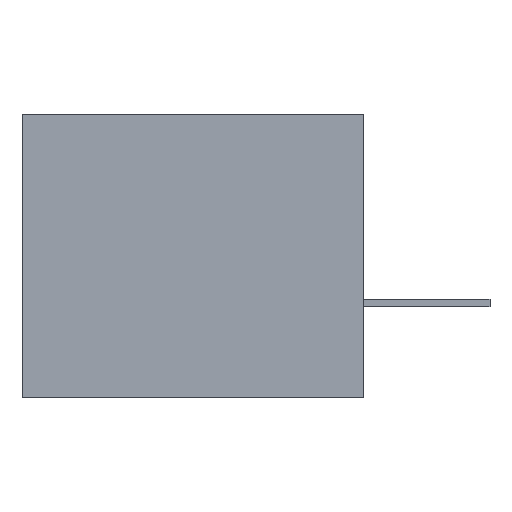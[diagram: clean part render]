
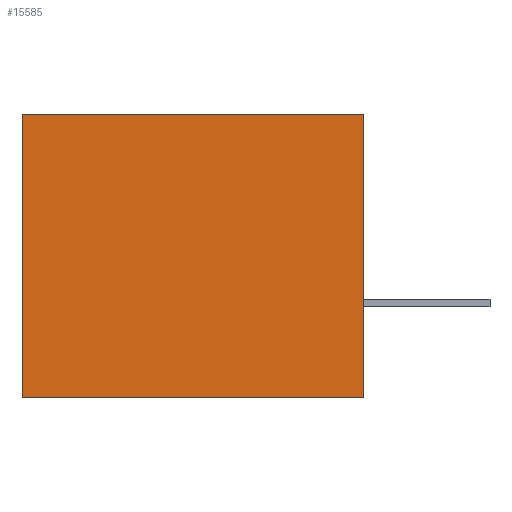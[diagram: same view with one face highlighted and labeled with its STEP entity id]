
A CAD part, left-side view. The second image highlights one B-rep face of the part: STEP entity #15585.
In plain terms, the highlighted planar face has unit normal (-1, 0, 0).
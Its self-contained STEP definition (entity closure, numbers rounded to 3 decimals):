
#44 = FACE_OUTER_BOUND ( 'NONE', #1241, .T. ) ;
#407 = DIRECTION ( 'NONE',  ( 0., 0., -1. ) ) ;
#693 = LINE ( 'NONE', #15332, #3705 ) ;
#969 = VERTEX_POINT ( 'NONE', #4953 ) ;
#1039 = EDGE_CURVE ( 'NONE', #10250, #1965, #1720, .T. ) ;
#1215 = VECTOR ( 'NONE', #13622, 1000. ) ;
#1241 = EDGE_LOOP ( 'NONE', ( #21674, #2196, #4448, #3762 ) ) ;
#1359 = VERTEX_POINT ( 'NONE', #16290 ) ;
#1720 = LINE ( 'NONE', #9102, #9183 ) ;
#1828 = EDGE_CURVE ( 'NONE', #1359, #1965, #15391, .T. ) ;
#1965 = VERTEX_POINT ( 'NONE', #3940 ) ;
#2196 = ORIENTED_EDGE ( 'NONE', *, *, #1828, .F. ) ;
#3500 = CARTESIAN_POINT ( 'NONE',  ( -10.9, 11.1, -4.6 ) ) ;
#3616 = PLANE ( 'NONE',  #5804 ) ;
#3705 = VECTOR ( 'NONE', #18921, 1000. ) ;
#3762 = ORIENTED_EDGE ( 'NONE', *, *, #8332, .T. ) ;
#3940 = CARTESIAN_POINT ( 'NONE',  ( -10.9, 0., 4.6 ) ) ;
#4448 = ORIENTED_EDGE ( 'NONE', *, *, #12495, .F. ) ;
#4469 = CARTESIAN_POINT ( 'NONE',  ( -10.9, 0., -4.6 ) ) ;
#4953 = CARTESIAN_POINT ( 'NONE',  ( -10.9, 11.1, -4.6 ) ) ;
#5455 = CARTESIAN_POINT ( 'NONE',  ( -10.9, 11.1, -4.6 ) ) ;
#5804 = AXIS2_PLACEMENT_3D ( 'NONE', #3500, #9214, #407 ) ;
#8332 = EDGE_CURVE ( 'NONE', #969, #10250, #693, .T. ) ;
#9102 = CARTESIAN_POINT ( 'NONE',  ( -10.9, 0., -4.6 ) ) ;
#9183 = VECTOR ( 'NONE', #11019, 1000. ) ;
#9214 = DIRECTION ( 'NONE',  ( 1., 0., 0. ) ) ;
#10250 = VERTEX_POINT ( 'NONE', #4469 ) ;
#11019 = DIRECTION ( 'NONE',  ( 0., 0., 1. ) ) ;
#12483 = LINE ( 'NONE', #5455, #20968 ) ;
#12495 = EDGE_CURVE ( 'NONE', #969, #1359, #12483, .T. ) ;
#13622 = DIRECTION ( 'NONE',  ( 0., -1., 0. ) ) ;
#15332 = CARTESIAN_POINT ( 'NONE',  ( -10.9, 11.1, -4.6 ) ) ;
#15391 = LINE ( 'NONE', #22642, #1215 ) ;
#15585 = ADVANCED_FACE ( 'NONE', ( #44 ), #3616, .F. ) ;
#16290 = CARTESIAN_POINT ( 'NONE',  ( -10.9, 11.1, 4.6 ) ) ;
#18921 = DIRECTION ( 'NONE',  ( 0., -1., 0. ) ) ;
#20968 = VECTOR ( 'NONE', #23178, 1000. ) ;
#21674 = ORIENTED_EDGE ( 'NONE', *, *, #1039, .T. ) ;
#22642 = CARTESIAN_POINT ( 'NONE',  ( -10.9, 11.1, 4.6 ) ) ;
#23178 = DIRECTION ( 'NONE',  ( 0., 0., 1. ) ) ;
